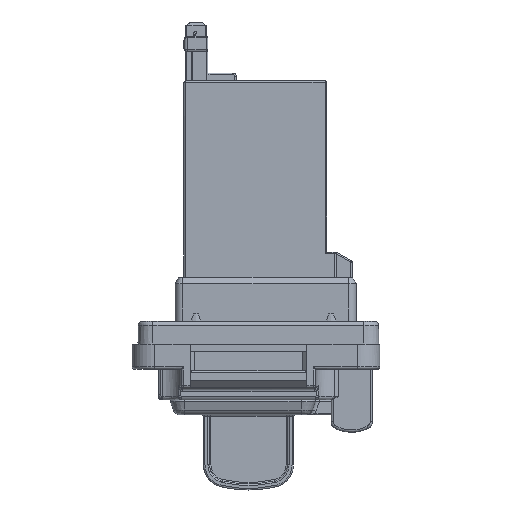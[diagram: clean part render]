
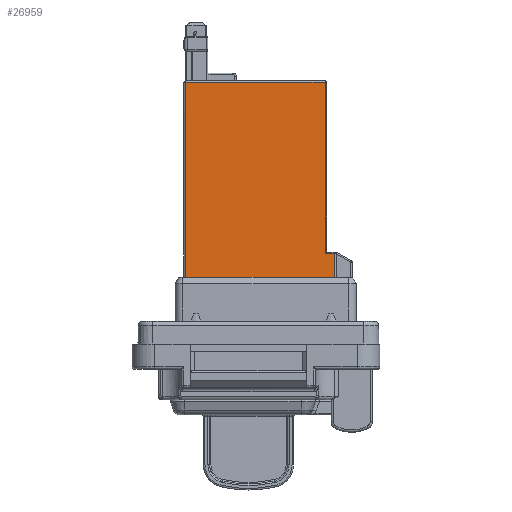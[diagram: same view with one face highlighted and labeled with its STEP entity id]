
A CAD part, left-side view. The second image highlights one B-rep face of the part: STEP entity #26959.
In plain terms, the highlighted planar face has unit normal (-1, 0, 0).
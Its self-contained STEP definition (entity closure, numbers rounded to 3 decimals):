
#26835=AXIS2_PLACEMENT_3D('Plane Axis2P3D',#26832,#26833,#26834) ;
#26668=CARTESIAN_POINT('Vertex',(-23.6,7.492,21.19)) ;
#26689=CARTESIAN_POINT('Vertex',(-23.6,7.2,22.591)) ;
#26692=CARTESIAN_POINT('Line Origine',(-23.6,-11.806,113.818)) ;
#26832=CARTESIAN_POINT('Axis2P3D Location',(-23.6,7.1,18.49)) ;
#26837=CARTESIAN_POINT('Line Origine',(-23.6,7.2,23.49)) ;
#26841=CARTESIAN_POINT('Vertex',(-23.6,7.2,24.39)) ;
#26844=CARTESIAN_POINT('Line Origine',(-23.6,6.6,24.39)) ;
#26848=CARTESIAN_POINT('Vertex',(-23.6,6.,24.39)) ;
#26851=CARTESIAN_POINT('Line Origine',(-23.6,6.,27.94)) ;
#26855=CARTESIAN_POINT('Vertex',(-23.6,6.,31.49)) ;
#26858=CARTESIAN_POINT('Line Origine',(-23.6,6.65,31.49)) ;
#26862=CARTESIAN_POINT('Vertex',(-23.6,7.3,31.49)) ;
#26865=CARTESIAN_POINT('Line Origine',(-23.6,7.3,42.89)) ;
#26869=CARTESIAN_POINT('Vertex',(-23.6,7.3,54.29)) ;
#26872=CARTESIAN_POINT('Line Origine',(-23.6,16.6,54.29)) ;
#26876=CARTESIAN_POINT('Vertex',(-23.6,25.9,54.29)) ;
#26879=CARTESIAN_POINT('Line Origine',(-23.6,25.9,38.29)) ;
#26883=CARTESIAN_POINT('Vertex',(-23.6,25.9,22.29)) ;
#26886=CARTESIAN_POINT('Line Origine',(-23.6,26.4,22.29)) ;
#26890=CARTESIAN_POINT('Vertex',(-23.6,26.9,22.29)) ;
#26893=CARTESIAN_POINT('Line Origine',(-23.6,26.9,20.931)) ;
#26897=CARTESIAN_POINT('Vertex',(-23.6,26.9,19.573)) ;
#26900=CARTESIAN_POINT('Line Origine',(-23.6,26.459,19.131)) ;
#26904=CARTESIAN_POINT('Vertex',(-23.6,26.017,18.69)) ;
#26907=CARTESIAN_POINT('Line Origine',(-23.6,19.459,18.69)) ;
#26911=CARTESIAN_POINT('Vertex',(-23.6,12.9,18.69)) ;
#26914=CARTESIAN_POINT('Line Origine',(-23.6,12.9,19.14)) ;
#26918=CARTESIAN_POINT('Vertex',(-23.6,12.9,19.59)) ;
#26922=CARTESIAN_POINT('Control Point',(-23.6,12.9,19.59)) ;
#26923=CARTESIAN_POINT('Control Point',(-23.6,12.9,19.776)) ;
#26924=CARTESIAN_POINT('Control Point',(-23.6,12.873,19.962)) ;
#26925=CARTESIAN_POINT('Control Point',(-23.6,12.819,20.142)) ;
#26926=CARTESIAN_POINT('Control Point',(-23.6,12.66,20.483)) ;
#26927=CARTESIAN_POINT('Control Point',(-23.6,12.411,20.764)) ;
#26928=CARTESIAN_POINT('Control Point',(-23.6,12.267,20.885)) ;
#26929=CARTESIAN_POINT('Control Point',(-23.6,11.994,21.054)) ;
#26930=CARTESIAN_POINT('Control Point',(-23.6,11.691,21.15)) ;
#26931=CARTESIAN_POINT('Control Point',(-23.6,11.562,21.177)) ;
#26932=CARTESIAN_POINT('Control Point',(-23.6,11.431,21.19)) ;
#26933=CARTESIAN_POINT('Control Point',(-23.6,11.3,21.19)) ;
#26934=CARTESIAN_POINT('Vertex',(-23.6,11.3,21.19)) ;
#26937=CARTESIAN_POINT('Line Origine',(-23.6,9.396,21.19)) ;
#26693=DIRECTION('Vector Direction',(0.,0.204,-0.979)) ;
#26833=DIRECTION('Axis2P3D Direction',(-1.,0.,0.)) ;
#26834=DIRECTION('Axis2P3D XDirection',(0.,1.,0.)) ;
#26838=DIRECTION('Vector Direction',(0.,0.,1.)) ;
#26845=DIRECTION('Vector Direction',(0.,-1.,0.)) ;
#26852=DIRECTION('Vector Direction',(0.,0.,1.)) ;
#26859=DIRECTION('Vector Direction',(0.,1.,0.)) ;
#26866=DIRECTION('Vector Direction',(0.,0.,1.)) ;
#26873=DIRECTION('Vector Direction',(0.,1.,0.)) ;
#26880=DIRECTION('Vector Direction',(0.,0.,-1.)) ;
#26887=DIRECTION('Vector Direction',(0.,1.,0.)) ;
#26894=DIRECTION('Vector Direction',(0.,0.,-1.)) ;
#26901=DIRECTION('Vector Direction',(0.,-0.707,-0.707)) ;
#26908=DIRECTION('Vector Direction',(0.,-1.,0.)) ;
#26915=DIRECTION('Vector Direction',(0.,0.,1.)) ;
#26938=DIRECTION('Vector Direction',(0.,-1.,0.)) ;
#26694=VECTOR('Line Direction',#26693,1.) ;
#26839=VECTOR('Line Direction',#26838,1.) ;
#26846=VECTOR('Line Direction',#26845,1.) ;
#26853=VECTOR('Line Direction',#26852,1.) ;
#26860=VECTOR('Line Direction',#26859,1.) ;
#26867=VECTOR('Line Direction',#26866,1.) ;
#26874=VECTOR('Line Direction',#26873,1.) ;
#26881=VECTOR('Line Direction',#26880,1.) ;
#26888=VECTOR('Line Direction',#26887,1.) ;
#26895=VECTOR('Line Direction',#26894,1.) ;
#26902=VECTOR('Line Direction',#26901,1.) ;
#26909=VECTOR('Line Direction',#26908,1.) ;
#26916=VECTOR('Line Direction',#26915,1.) ;
#26939=VECTOR('Line Direction',#26938,1.) ;
#26943=ORIENTED_EDGE('',*,*,#26843,.T.) ;
#26944=ORIENTED_EDGE('',*,*,#26850,.T.) ;
#26945=ORIENTED_EDGE('',*,*,#26857,.T.) ;
#26946=ORIENTED_EDGE('',*,*,#26864,.T.) ;
#26947=ORIENTED_EDGE('',*,*,#26871,.T.) ;
#26948=ORIENTED_EDGE('',*,*,#26878,.T.) ;
#26949=ORIENTED_EDGE('',*,*,#26885,.T.) ;
#26950=ORIENTED_EDGE('',*,*,#26892,.T.) ;
#26951=ORIENTED_EDGE('',*,*,#26899,.T.) ;
#26952=ORIENTED_EDGE('',*,*,#26906,.T.) ;
#26953=ORIENTED_EDGE('',*,*,#26913,.T.) ;
#26954=ORIENTED_EDGE('',*,*,#26920,.T.) ;
#26955=ORIENTED_EDGE('',*,*,#26936,.T.) ;
#26956=ORIENTED_EDGE('',*,*,#26941,.T.) ;
#26957=ORIENTED_EDGE('',*,*,#26696,.F.) ;
#26959=ADVANCED_FACE('Hauptk\X2\00F6\X0\rper',(#26958),#26836,.T.) ;
#26921=B_SPLINE_CURVE_WITH_KNOTS('',5,(#26922,#26923,#26924,#26925,#26926,#26927,#26928,#26929,#26930,#26931,#26932,#26933),.UNSPECIFIED.,.F.,.U.,(6,3,3,6),(0.,1.315,2.629,3.554),.UNSPECIFIED.) ;
#26696=EDGE_CURVE('',#26690,#26669,#26695,.T.) ;
#26843=EDGE_CURVE('',#26690,#26842,#26840,.T.) ;
#26850=EDGE_CURVE('',#26842,#26849,#26847,.T.) ;
#26857=EDGE_CURVE('',#26849,#26856,#26854,.T.) ;
#26864=EDGE_CURVE('',#26856,#26863,#26861,.T.) ;
#26871=EDGE_CURVE('',#26863,#26870,#26868,.T.) ;
#26878=EDGE_CURVE('',#26870,#26877,#26875,.T.) ;
#26885=EDGE_CURVE('',#26877,#26884,#26882,.T.) ;
#26892=EDGE_CURVE('',#26884,#26891,#26889,.T.) ;
#26899=EDGE_CURVE('',#26891,#26898,#26896,.T.) ;
#26906=EDGE_CURVE('',#26898,#26905,#26903,.T.) ;
#26913=EDGE_CURVE('',#26905,#26912,#26910,.T.) ;
#26920=EDGE_CURVE('',#26912,#26919,#26917,.T.) ;
#26936=EDGE_CURVE('',#26919,#26935,#26921,.T.) ;
#26941=EDGE_CURVE('',#26935,#26669,#26940,.T.) ;
#26942=EDGE_LOOP('',(#26943,#26944,#26945,#26946,#26947,#26948,#26949,#26950,#26951,#26952,#26953,#26954,#26955,#26956,#26957)) ;
#26958=FACE_OUTER_BOUND('',#26942,.T.) ;
#26695=LINE('Line',#26692,#26694) ;
#26840=LINE('Line',#26837,#26839) ;
#26847=LINE('Line',#26844,#26846) ;
#26854=LINE('Line',#26851,#26853) ;
#26861=LINE('Line',#26858,#26860) ;
#26868=LINE('Line',#26865,#26867) ;
#26875=LINE('Line',#26872,#26874) ;
#26882=LINE('Line',#26879,#26881) ;
#26889=LINE('Line',#26886,#26888) ;
#26896=LINE('Line',#26893,#26895) ;
#26903=LINE('Line',#26900,#26902) ;
#26910=LINE('Line',#26907,#26909) ;
#26917=LINE('Line',#26914,#26916) ;
#26940=LINE('Line',#26937,#26939) ;
#26836=PLANE('',#26835) ;
#26669=VERTEX_POINT('',#26668) ;
#26690=VERTEX_POINT('',#26689) ;
#26842=VERTEX_POINT('',#26841) ;
#26849=VERTEX_POINT('',#26848) ;
#26856=VERTEX_POINT('',#26855) ;
#26863=VERTEX_POINT('',#26862) ;
#26870=VERTEX_POINT('',#26869) ;
#26877=VERTEX_POINT('',#26876) ;
#26884=VERTEX_POINT('',#26883) ;
#26891=VERTEX_POINT('',#26890) ;
#26898=VERTEX_POINT('',#26897) ;
#26905=VERTEX_POINT('',#26904) ;
#26912=VERTEX_POINT('',#26911) ;
#26919=VERTEX_POINT('',#26918) ;
#26935=VERTEX_POINT('',#26934) ;
